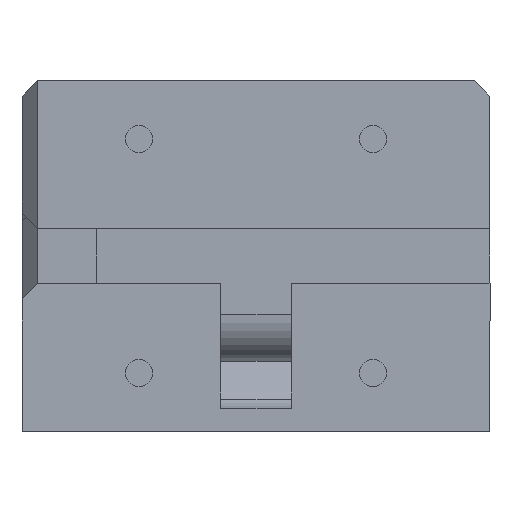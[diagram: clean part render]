
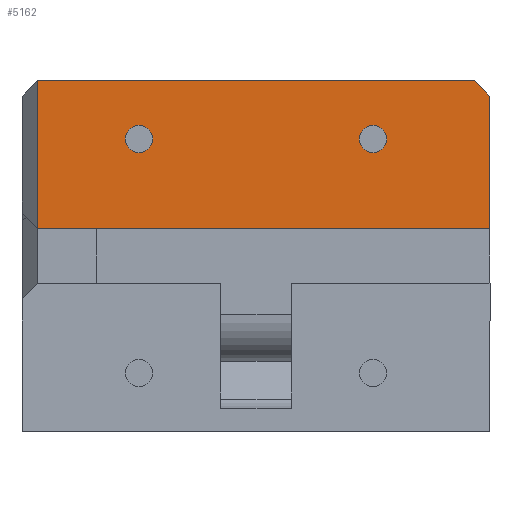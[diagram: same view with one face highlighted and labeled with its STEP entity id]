
A CAD part, front view. The second image highlights one B-rep face of the part: STEP entity #5162.
In plain terms, the highlighted planar face has unit normal (0, -1, 0).
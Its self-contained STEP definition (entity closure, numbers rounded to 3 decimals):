
#55 = CARTESIAN_POINT ( 'NONE',  ( -16.75, -25.15, 37.5 ) ) ;
#226 = EDGE_CURVE ( 'NONE', #2103, #1494, #2841, .T. ) ;
#632 = VERTEX_POINT ( 'NONE', #1116 ) ;
#718 = VERTEX_POINT ( 'NONE', #6152 ) ;
#781 = EDGE_CURVE ( 'NONE', #1721, #2549, #6516, .T. ) ;
#874 = DIRECTION ( 'NONE',  ( -1., 0., 0. ) ) ;
#893 = DIRECTION ( 'NONE',  ( 0., 0., -1. ) ) ;
#1113 = FACE_BOUND ( 'NONE', #7849, .T. ) ;
#1116 = CARTESIAN_POINT ( 'NONE',  ( 30., -25.15, 43. ) ) ;
#1452 = EDGE_CURVE ( 'NONE', #7264, #5816, #1669, .T. ) ;
#1455 = DIRECTION ( 'NONE',  ( -0.707, 0., 0.707 ) ) ;
#1477 = DIRECTION ( 'NONE',  ( 1., 0., 0. ) ) ;
#1478 = EDGE_CURVE ( 'NONE', #718, #5816, #6116, .T. ) ;
#1494 = VERTEX_POINT ( 'NONE', #7802 ) ;
#1596 = LINE ( 'NONE', #3816, #3651 ) ;
#1669 = LINE ( 'NONE', #4548, #9598 ) ;
#1721 = VERTEX_POINT ( 'NONE', #5500 ) ;
#1877 = CARTESIAN_POINT ( 'NONE',  ( 30., -25.15, 45. ) ) ;
#2099 = ORIENTED_EDGE ( 'NONE', *, *, #4404, .F. ) ;
#2103 = VERTEX_POINT ( 'NONE', #9918 ) ;
#2467 = CARTESIAN_POINT ( 'NONE',  ( -15., -25.15, 37.5 ) ) ;
#2549 = VERTEX_POINT ( 'NONE', #55 ) ;
#2564 = DIRECTION ( 'NONE',  ( -1., 0., 0. ) ) ;
#2586 = DIRECTION ( 'NONE',  ( 0., -1., 0. ) ) ;
#2615 = FACE_OUTER_BOUND ( 'NONE', #6273, .T. ) ;
#2709 = ORIENTED_EDGE ( 'NONE', *, *, #9338, .T. ) ;
#2766 = ORIENTED_EDGE ( 'NONE', *, *, #781, .F. ) ;
#2841 = CIRCLE ( 'NONE', #4116, 1.75 ) ;
#3350 = CIRCLE ( 'NONE', #9614, 1.75 ) ;
#3619 = EDGE_CURVE ( 'NONE', #1494, #2103, #3350, .T. ) ;
#3651 = VECTOR ( 'NONE', #893, 1000. ) ;
#3668 = AXIS2_PLACEMENT_3D ( 'NONE', #7132, #5687, #2564 ) ;
#3759 = DIRECTION ( 'NONE',  ( 1., 0., 0. ) ) ;
#3767 = LINE ( 'NONE', #8998, #3958 ) ;
#3816 = CARTESIAN_POINT ( 'NONE',  ( 30., -25.15, 45. ) ) ;
#3818 = CIRCLE ( 'NONE', #6706, 1.75 ) ;
#3856 = ORIENTED_EDGE ( 'NONE', *, *, #4520, .F. ) ;
#3881 = CARTESIAN_POINT ( 'NONE',  ( -28., -25.15, 45. ) ) ;
#3939 = CARTESIAN_POINT ( 'NONE',  ( -28., -25.15, 26. ) ) ;
#3958 = VECTOR ( 'NONE', #1455, 1000. ) ;
#4039 = EDGE_LOOP ( 'NONE', ( #6224, #7274 ) ) ;
#4116 = AXIS2_PLACEMENT_3D ( 'NONE', #8309, #5296, #9863 ) ;
#4404 = EDGE_CURVE ( 'NONE', #7264, #6476, #8761, .T. ) ;
#4520 = EDGE_CURVE ( 'NONE', #2549, #1721, #3818, .T. ) ;
#4548 = CARTESIAN_POINT ( 'NONE',  ( -28., -25.15, 45. ) ) ;
#4709 = CARTESIAN_POINT ( 'NONE',  ( 28., -25.15, 45. ) ) ;
#4745 = DIRECTION ( 'NONE',  ( 0., 0., -1. ) ) ;
#4873 = PLANE ( 'NONE',  #3668 ) ;
#5162 = ADVANCED_FACE ( 'NONE', ( #5583, #1113, #2615 ), #4873, .F. ) ;
#5275 = CARTESIAN_POINT ( 'NONE',  ( 15., -25.15, 37.5 ) ) ;
#5296 = DIRECTION ( 'NONE',  ( 0., -1., 0. ) ) ;
#5500 = CARTESIAN_POINT ( 'NONE',  ( -13.25, -25.15, 37.5 ) ) ;
#5543 = DIRECTION ( 'NONE',  ( 0., -1., 0. ) ) ;
#5583 = FACE_BOUND ( 'NONE', #4039, .T. ) ;
#5687 = DIRECTION ( 'NONE',  ( 0., 1., 0. ) ) ;
#5816 = VERTEX_POINT ( 'NONE', #3939 ) ;
#6116 = LINE ( 'NONE', #7750, #6382 ) ;
#6152 = CARTESIAN_POINT ( 'NONE',  ( 30., -25.15, 26. ) ) ;
#6214 = VECTOR ( 'NONE', #6604, 1000. ) ;
#6224 = ORIENTED_EDGE ( 'NONE', *, *, #226, .F. ) ;
#6273 = EDGE_LOOP ( 'NONE', ( #2099, #9938, #7074, #8322, #2709 ) ) ;
#6382 = VECTOR ( 'NONE', #874, 1000. ) ;
#6476 = VERTEX_POINT ( 'NONE', #4709 ) ;
#6516 = CIRCLE ( 'NONE', #8752, 1.75 ) ;
#6604 = DIRECTION ( 'NONE',  ( 1., 0., 0. ) ) ;
#6706 = AXIS2_PLACEMENT_3D ( 'NONE', #7903, #2586, #9722 ) ;
#7002 = DIRECTION ( 'NONE',  ( 0., -1., 0. ) ) ;
#7074 = ORIENTED_EDGE ( 'NONE', *, *, #1478, .F. ) ;
#7132 = CARTESIAN_POINT ( 'NONE',  ( 30., -25.15, 45. ) ) ;
#7264 = VERTEX_POINT ( 'NONE', #3881 ) ;
#7274 = ORIENTED_EDGE ( 'NONE', *, *, #3619, .F. ) ;
#7750 = CARTESIAN_POINT ( 'NONE',  ( -30., -25.15, 26. ) ) ;
#7802 = CARTESIAN_POINT ( 'NONE',  ( 13.25, -25.15, 37.5 ) ) ;
#7849 = EDGE_LOOP ( 'NONE', ( #2766, #3856 ) ) ;
#7903 = CARTESIAN_POINT ( 'NONE',  ( -15., -25.15, 37.5 ) ) ;
#8309 = CARTESIAN_POINT ( 'NONE',  ( 15., -25.15, 37.5 ) ) ;
#8322 = ORIENTED_EDGE ( 'NONE', *, *, #9552, .F. ) ;
#8752 = AXIS2_PLACEMENT_3D ( 'NONE', #2467, #5543, #1477 ) ;
#8761 = LINE ( 'NONE', #1877, #6214 ) ;
#8998 = CARTESIAN_POINT ( 'NONE',  ( 28., -25.15, 45. ) ) ;
#9338 = EDGE_CURVE ( 'NONE', #632, #6476, #3767, .T. ) ;
#9552 = EDGE_CURVE ( 'NONE', #632, #718, #1596, .T. ) ;
#9598 = VECTOR ( 'NONE', #4745, 1000. ) ;
#9614 = AXIS2_PLACEMENT_3D ( 'NONE', #5275, #7002, #3759 ) ;
#9722 = DIRECTION ( 'NONE',  ( 1., 0., 0. ) ) ;
#9863 = DIRECTION ( 'NONE',  ( 1., 0., 0. ) ) ;
#9918 = CARTESIAN_POINT ( 'NONE',  ( 16.75, -25.15, 37.5 ) ) ;
#9938 = ORIENTED_EDGE ( 'NONE', *, *, #1452, .T. ) ;
